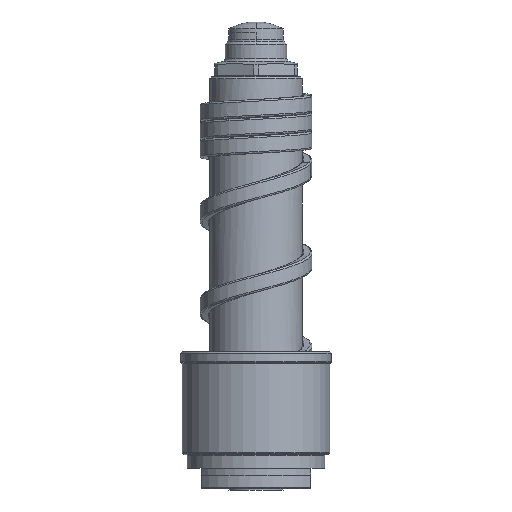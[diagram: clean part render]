
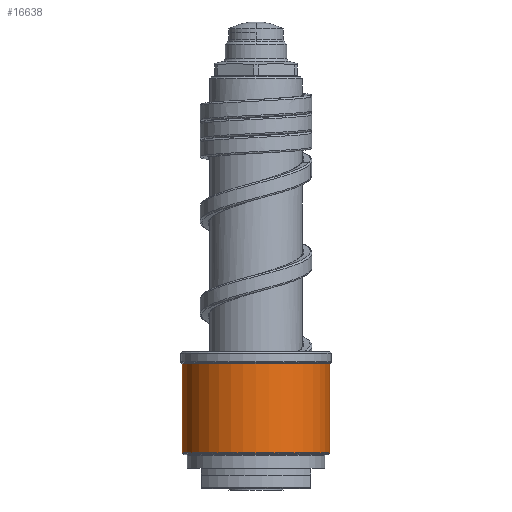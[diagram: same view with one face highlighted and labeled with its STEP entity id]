
A CAD part, front view. The second image highlights one B-rep face of the part: STEP entity #16638.
In plain terms, the highlighted cylindrical face has radius 21.5 mm (diameter 43 mm), a partial arc.
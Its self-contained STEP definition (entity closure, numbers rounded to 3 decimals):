
#6332=CARTESIAN_POINT('',(0.,0.,10.583));
#6333=DIRECTION('',(0.,0.,1.));
#6334=DIRECTION('',(-1.,0.,0.));
#6335=AXIS2_PLACEMENT_3D('',#6332,#6333,#6334);
#6337=DIRECTION('',(0.,0.,-1.));
#6338=VECTOR('',#6337,25.834);
#6339=CARTESIAN_POINT('',(-21.5,0.,36.417));
#6340=LINE('',#6339,#6338);
#6341=CARTESIAN_POINT('',(0.,0.,36.417));
#6342=DIRECTION('',(0.,0.,1.));
#6343=DIRECTION('',(-1.,0.,0.));
#6344=AXIS2_PLACEMENT_3D('',#6341,#6342,#6343);
#6346=DIRECTION('',(0.,0.,-1.));
#6347=VECTOR('',#6346,25.834);
#6348=CARTESIAN_POINT('',(21.5,0.,36.417));
#6349=LINE('',#6348,#6347);
#6686=CARTESIAN_POINT('',(21.5,0.,36.417));
#6687=CARTESIAN_POINT('',(-21.5,0.,36.417));
#6688=VERTEX_POINT('',#6686);
#6689=VERTEX_POINT('',#6687);
#6712=CARTESIAN_POINT('',(21.5,0.,10.583));
#6713=VERTEX_POINT('',#6712);
#6714=CARTESIAN_POINT('',(-21.5,0.,10.583));
#6715=VERTEX_POINT('',#6714);
#16626=CARTESIAN_POINT('',(0.,0.,8.5));
#16627=DIRECTION('',(0.,0.,1.));
#16628=DIRECTION('',(-1.,0.,0.));
#16629=AXIS2_PLACEMENT_3D('',#16626,#16627,#16628);
#16630=CYLINDRICAL_SURFACE('',#16629,21.5);
#16631=ORIENTED_EDGE('',*,*,#14217,.F.);
#16632=ORIENTED_EDGE('',*,*,#14198,.F.);
#16634=ORIENTED_EDGE('',*,*,#16633,.T.);
#16635=ORIENTED_EDGE('',*,*,#14194,.T.);
#16636=EDGE_LOOP('',(#16631,#16632,#16634,#16635));
#16637=FACE_OUTER_BOUND('',#16636,.F.);
#6336=CIRCLE('',#6335,21.5);
#6345=CIRCLE('',#6344,21.5);
#14194=EDGE_CURVE('',#6688,#6713,#6349,.T.);
#14198=EDGE_CURVE('',#6689,#6715,#6340,.T.);
#14217=EDGE_CURVE('',#6715,#6713,#6336,.T.);
#16633=EDGE_CURVE('',#6689,#6688,#6345,.T.);
#16638=ADVANCED_FACE('',(#16637),#16630,.T.);
